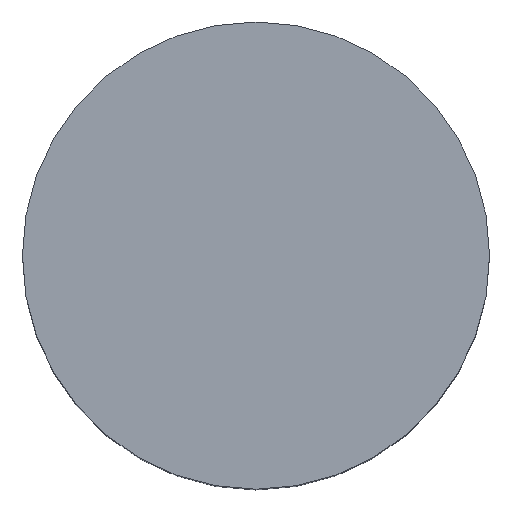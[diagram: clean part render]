
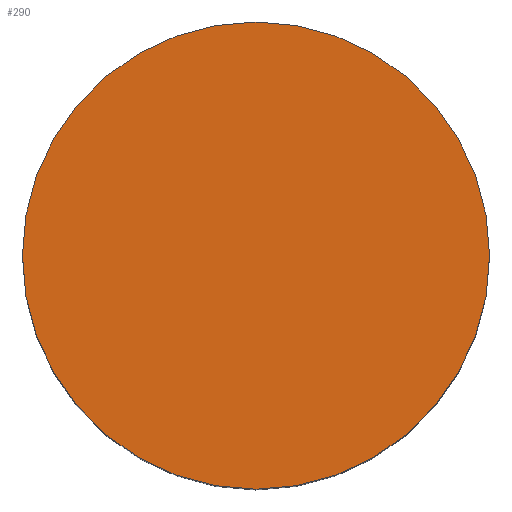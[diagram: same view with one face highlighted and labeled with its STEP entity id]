
A CAD part, top view. The second image highlights one B-rep face of the part: STEP entity #290.
In plain terms, the highlighted planar face has unit normal (0, 0, 1).
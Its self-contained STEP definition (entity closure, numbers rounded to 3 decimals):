
#35=PLANE('',#349);
#58=FACE_OUTER_BOUND('',#86,.T.);
#86=EDGE_LOOP('',(#251));
#135=CIRCLE('',#347,10.);
#157=VERTEX_POINT('',#526);
#189=EDGE_CURVE('',#157,#157,#135,.T.);
#251=ORIENTED_EDGE('',*,*,#189,.T.);
#290=ADVANCED_FACE('',(#58),#35,.T.);
#347=AXIS2_PLACEMENT_3D('',#527,#445,#446);
#349=AXIS2_PLACEMENT_3D('',#531,#450,#451);
#445=DIRECTION('center_axis',(0.,0.,1.));
#446=DIRECTION('ref_axis',(1.,0.,0.));
#450=DIRECTION('center_axis',(0.,0.,1.));
#451=DIRECTION('ref_axis',(1.,0.,0.));
#526=CARTESIAN_POINT('',(-10.,0.,19.));
#527=CARTESIAN_POINT('Origin',(0.,0.,19.));
#531=CARTESIAN_POINT('Origin',(0.,0.,19.));
